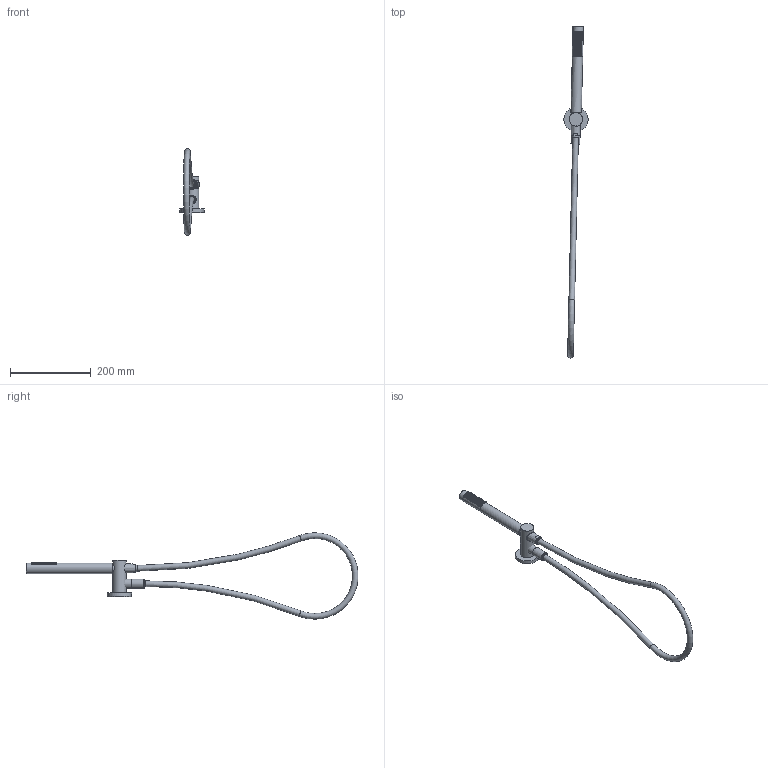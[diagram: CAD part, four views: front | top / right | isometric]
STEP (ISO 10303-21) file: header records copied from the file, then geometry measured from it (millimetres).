
FILE_DESCRIPTION (( 'STEP AP203' ), '1' );
FILE_NAME ('Planungsmodell_Brausegarnitur-27802660-1-20190717-0702.STEP', '2019-07-17T05:02:50', ( '' ), ( '' ), 'SwSTEP 2.0', 'SolidWorks 2017', '' );
FILE_SCHEMA (( 'CONFIG_CONTROL_DESIGN' ));
Length unit declared in the file: millimetre
Products named in the file (10): Planungsmodell_Einsatz-+-04.12.11.140.10_03_K1; Planungsmodell_Handbrause-+-04.12.11.140.10_01_PDB_04121114010-00; Planungsmodell_Anschluss-+-09.11.03.124.90-01; Planungsmodell_Rohr_gerade-+-28.568.780-10_ _K249_22x31; Planungsmodell_Rohr_gerade-+-28.568.780-10_ _K257_60x9; Planungsmodell_Steckhuelse-+-09.18.40.216.90-01; Planungsmodell_Koerper-+-04.12.11.140.10_04_K1; Planungsmodell_Schlauch-+-09.30.02.072-01_ _K15; Planungsmodell_Einsatz-+-04.12.11.140.10_02_K1; Planungsmodell_Brausegarnitur-27802660-1-20190717-0702
Assembly tree (10 placements, depth 4):
  Planungsmodell_Brausegarnitur-27802660-1-20190717-0702
    Planungsmodell_Anschluss-+-09.11.03.124.90-01
    Planungsmodell_Rohr_gerade-+-28.568.780-10_ _K257_60x9
    Planungsmodell_Handbrause-+-04.12.11.140.10_01_PDB_04121114010-00
      Planungsmodell_Koerper-+-04.12.11.140.10_04_K1
      Planungsmodell_Einsatz-+-04.12.11.140.10_03_K1
        Planungsmodell_Einsatz-+-04.12.11.140.10_02_K1
    Planungsmodell_Rohr_gerade-+-28.568.780-10_ _K249_22x31  x2
    Planungsmodell_Steckhuelse-+-09.18.40.216.90-01
    Planungsmodell_Schlauch-+-09.30.02.072-01_ _K15
Bounding box: 60 x 822.21 x 213.95 mm (x, y, z)
Volume: 437455.3 mm3; surface area: 110828.6 mm2
Topology: 8 solids, 8 shells, 254 faces, 495 edges, 328 vertices
Faces by surface type: plane 95, cylinder 82, torus 74, cone 2, sphere 1
Full cylindrical faces by diameter (mm): 3 x65, 16 x1, 16.5 x1, 22 x3, 24.7 x1, 26 x1, 33.5 x1, 60 x1
Entity records: 9634 total; most frequent: CARTESIAN_POINT 4431, DIRECTION 888, ORIENTED_EDGE 542, EDGE_LOOP 472, AXIS2_PLACEMENT_3D 434, FACE_OUTER_BOUND 398, EDGE_CURVE 271, VERTEX_POINT 255
